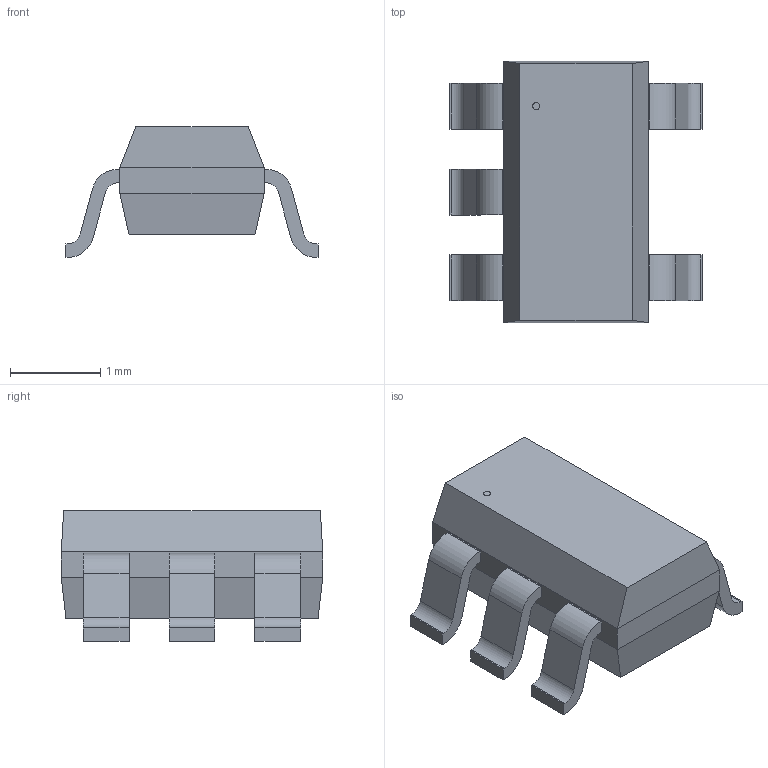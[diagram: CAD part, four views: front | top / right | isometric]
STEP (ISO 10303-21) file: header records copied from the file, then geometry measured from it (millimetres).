
FILE_DESCRIPTION(('STEP AP214'),'1');
FILE_NAME('SOT25-A1_DIO','2024-01-09T12:50:10',(''),(''),'','','');
FILE_SCHEMA(('AUTOMOTIVE_DESIGN'));
Length unit declared in the file: millimetre
Products named in the file (1): product
Bounding box: 2.79 x 2.9 x 1.45 mm (x, y, z)
Volume: 5.5 mm3; surface area: 26.3 mm2
Topology: 7 solids, 7 shells, 87 faces, 211 edges, 138 vertices
Faces by surface type: plane 66, cylinder 21
Full cylindrical faces by diameter (mm): 0.08 x1
Entity records: 2577 total; most frequent: DIRECTION 430, ORIENTED_EDGE 420, CARTESIAN_POINT 249, EDGE_CURVE 210, LINE 168, VECTOR 168, VERTEX_POINT 138, AXIS2_PLACEMENT_3D 131
